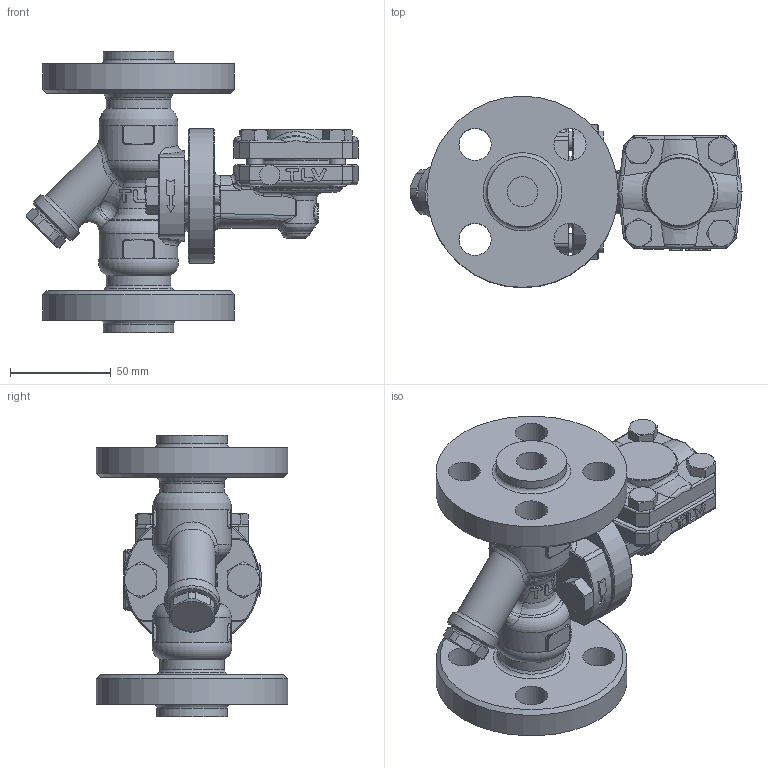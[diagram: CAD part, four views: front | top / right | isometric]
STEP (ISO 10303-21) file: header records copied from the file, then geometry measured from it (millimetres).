
FILE_DESCRIPTION((''),'2;1');
FILE_NAME('fl320-015-a0600-00.stp','2010-05-20T16:11:25',('nakaot'),(''),'Autodesk Inventor 2008','Autodesk Inventor 2008','');
FILE_SCHEMA(('AUTOMOTIVE_DESIGN { 1 0 10303 214 1 1 1 1 }'));
Length unit declared in the file: millimetre
Products named in the file (1): fl320-015-a0600-00
Bounding box: 164.88 x 95 x 140 mm (x, y, z)
Volume: 478017.1 mm3; surface area: 91300.7 mm2
Topology: 2 solids, 2 shells, 594 faces, 1478 edges, 899 vertices
Faces by surface type: bspline 185, plane 184, cylinder 143, cone 53, torus 25, sphere 4
Full cylindrical faces by diameter (mm): 8 x8, 9.5 x2, 10 x2, 10.5 x1, 15 x2, 21 x1, 23 x1, 27 x1, 32 x2, 33 x1, 34 x1, 34.9 x2, 35 x1, 39 x2, 45.8 x1, 67 x1, 95 x2
Entity records: 33779 total; most frequent: CARTESIAN_POINT 21303, ORIENTED_EDGE 2738, DIRECTION 2254, EDGE_CURVE 1369, AXIS2_PLACEMENT_3D 889, VERTEX_POINT 868, EDGE_LOOP 713, FACE_OUTER_BOUND 594
